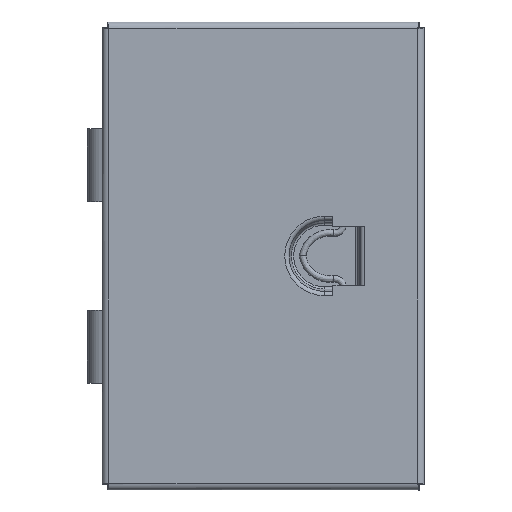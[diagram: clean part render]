
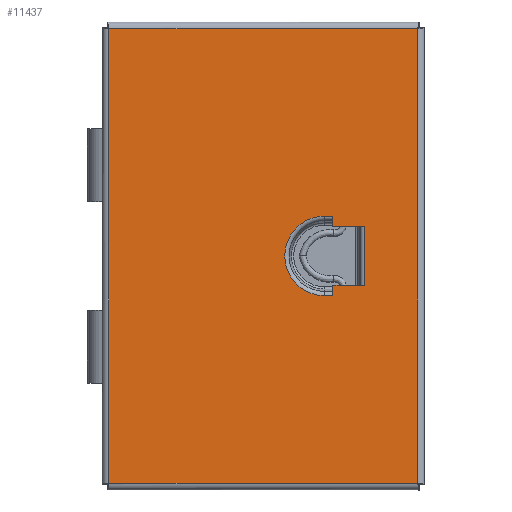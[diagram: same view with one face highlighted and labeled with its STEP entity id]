
A CAD part, top view. The second image highlights one B-rep face of the part: STEP entity #11437.
In plain terms, the highlighted planar face has unit normal (0, 0, 1).
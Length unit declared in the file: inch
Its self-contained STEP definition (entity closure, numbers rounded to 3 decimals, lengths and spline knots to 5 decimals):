
#1405=LINE($,#19578,#2435);
#1409=LINE($,#19589,#2439);
#1410=LINE($,#19598,#2440);
#1413=LINE($,#19604,#2443);
#1414=LINE($,#19606,#2444);
#1416=LINE($,#19610,#2446);
#1420=LINE($,#19616,#2450);
#1428=LINE($,#19643,#2458);
#1443=LINE($,#19742,#2473);
#1457=LINE($,#19840,#2487);
#1471=LINE($,#19937,#2501);
#2435=VECTOR($,#14923,0.8125);
#2439=VECTOR($,#14933,0.115);
#2440=VECTOR($,#14946,0.115);
#2443=VECTOR($,#14951,0.14171);
#2444=VECTOR($,#14954,0.43296);
#2446=VECTOR($,#14958,0.14171);
#2450=VECTOR($,#14964,0.43296);
#2458=VECTOR($,#14980,6.25);
#2473=VECTOR($,#15009,4.25);
#2487=VECTOR($,#15037,6.25);
#2501=VECTOR($,#15065,4.25);
#2885=PLANE($,#12317);
#3042=FACE_BOUND($,#4398,.T.);
#3043=FACE_BOUND($,#4399,.T.);
#4398=EDGE_LOOP($,(#10127,#10128,#10129,#10130,#10131,#10132,#10133,#10134));
#4399=EDGE_LOOP($,(#10135,#10136,#10137,#10138));
#4673=CIRCLE($,#12279,0.54796);
#5546=VERTEX_POINT($,#19571);
#5549=VERTEX_POINT($,#19576);
#5552=VERTEX_POINT($,#19586);
#5553=VERTEX_POINT($,#19588);
#5554=VERTEX_POINT($,#19592);
#5555=VERTEX_POINT($,#19596);
#5557=VERTEX_POINT($,#19602);
#5558=VERTEX_POINT($,#19609);
#5566=VERTEX_POINT($,#19634);
#5567=VERTEX_POINT($,#19642);
#5576=VERTEX_POINT($,#19734);
#5585=VERTEX_POINT($,#19832);
#6970=EDGE_CURVE($,#5549,#5546,#1405,.T.);
#6975=EDGE_CURVE($,#5552,#5553,#1409,.T.);
#6978=EDGE_CURVE($,#5554,#5552,#4673,.T.);
#6980=EDGE_CURVE($,#5555,#5554,#1410,.T.);
#6983=EDGE_CURVE($,#5555,#5557,#1413,.T.);
#6984=EDGE_CURVE($,#5546,#5557,#1414,.T.);
#6986=EDGE_CURVE($,#5553,#5558,#1416,.T.);
#6990=EDGE_CURVE($,#5549,#5558,#1420,.T.);
#6999=EDGE_CURVE($,#5566,#5567,#1428,.T.);
#7018=EDGE_CURVE($,#5576,#5566,#1443,.T.);
#7036=EDGE_CURVE($,#5585,#5576,#1457,.T.);
#7054=EDGE_CURVE($,#5567,#5585,#1471,.T.);
#10127=ORIENTED_EDGE($,*,*,#6990,.T.);
#10128=ORIENTED_EDGE($,*,*,#6986,.F.);
#10129=ORIENTED_EDGE($,*,*,#6975,.F.);
#10130=ORIENTED_EDGE($,*,*,#6978,.F.);
#10131=ORIENTED_EDGE($,*,*,#6980,.F.);
#10132=ORIENTED_EDGE($,*,*,#6983,.T.);
#10133=ORIENTED_EDGE($,*,*,#6984,.F.);
#10134=ORIENTED_EDGE($,*,*,#6970,.F.);
#10135=ORIENTED_EDGE($,*,*,#7036,.F.);
#10136=ORIENTED_EDGE($,*,*,#7054,.F.);
#10137=ORIENTED_EDGE($,*,*,#6999,.F.);
#10138=ORIENTED_EDGE($,*,*,#7018,.F.);
#11437=ADVANCED_FACE($,(#3042,#3043),#2885,.T.);
#12279=AXIS2_PLACEMENT_3D($,#19594,#14940,#14941);
#12317=AXIS2_PLACEMENT_3D($,#20022,#15089,#15090);
#14923=DIRECTION($,(0.,1.,0.));
#14933=DIRECTION($,(1.,0.,0.));
#14940=DIRECTION('center_axis',(0.,0.,1.));
#14941=DIRECTION('ref_axis',(-1.,0.,0.));
#14946=DIRECTION($,(-1.,0.,0.));
#14951=DIRECTION($,(0.,-1.,0.));
#14954=DIRECTION($,(-1.,0.,0.));
#14958=DIRECTION($,(0.,1.,0.));
#14964=DIRECTION($,(-1.,0.,0.));
#14980=DIRECTION($,(0.,1.,0.));
#15009=DIRECTION($,(-1.,0.,0.));
#15037=DIRECTION($,(0.,-1.,0.));
#15065=DIRECTION($,(1.,0.,0.));
#15089=DIRECTION('center_axis',(0.,0.,1.));
#15090=DIRECTION('ref_axis',(1.,0.,0.));
#19571=CARTESIAN_POINT('',(1.39121,0.40625,0.062));
#19576=CARTESIAN_POINT('',(1.39121,-0.40625,0.062));
#19578=CARTESIAN_POINT($,(1.39121,-0.25,0.062));
#19586=CARTESIAN_POINT('',(0.84325,-0.54796,0.062));
#19588=CARTESIAN_POINT('',(0.95825,-0.54796,0.062));
#19589=CARTESIAN_POINT($,(0.42162,-0.54796,0.062));
#19592=CARTESIAN_POINT('',(0.84325,0.54796,0.062));
#19594=CARTESIAN_POINT('Origin',(0.84325,0.,
0.062));
#19596=CARTESIAN_POINT('',(0.95825,0.54796,0.062));
#19598=CARTESIAN_POINT($,(0.67162,0.54796,0.062));
#19602=CARTESIAN_POINT('',(0.95825,0.40625,0.062));
#19604=CARTESIAN_POINT($,(0.95825,0.5,0.062));
#19606=CARTESIAN_POINT($,(0.67162,0.40625,0.062));
#19609=CARTESIAN_POINT('',(0.95825,-0.40625,0.062));
#19610=CARTESIAN_POINT($,(0.95825,-0.25,0.062));
#19616=CARTESIAN_POINT($,(1.34325,-0.40625,0.062));
#19634=CARTESIAN_POINT('',(-2.125,-3.125,0.062));
#19642=CARTESIAN_POINT('',(-2.125,3.125,0.062));
#19643=CARTESIAN_POINT($,(-2.125,-3.125,0.062));
#19734=CARTESIAN_POINT('',(2.125,-3.125,0.062));
#19742=CARTESIAN_POINT($,(2.125,-3.125,0.062));
#19832=CARTESIAN_POINT('',(2.125,3.125,0.062));
#19840=CARTESIAN_POINT($,(2.125,3.125,0.062));
#19937=CARTESIAN_POINT($,(-2.125,3.125,0.062));
#20022=CARTESIAN_POINT('Origin',(0.,0.,
0.062));
